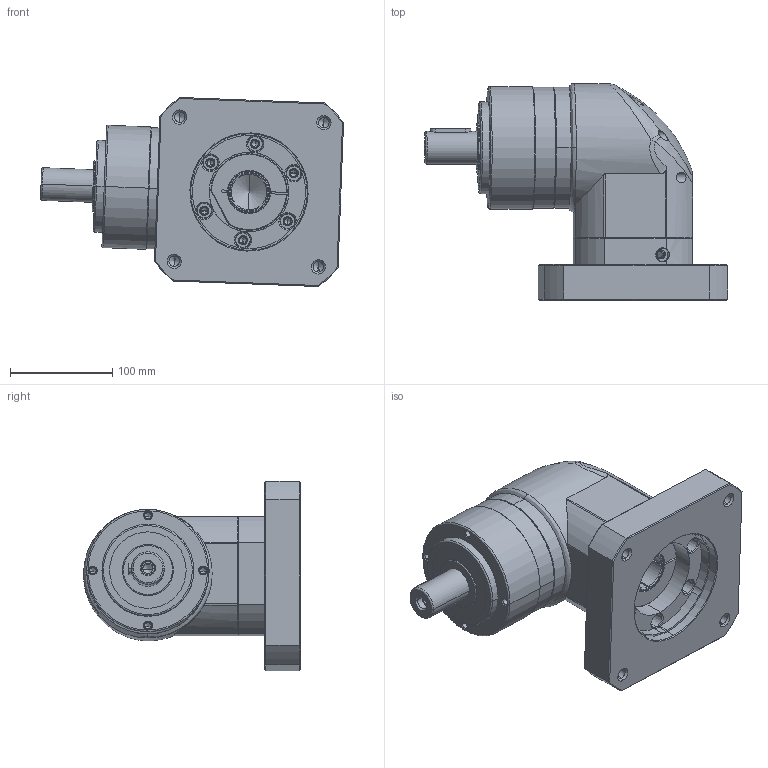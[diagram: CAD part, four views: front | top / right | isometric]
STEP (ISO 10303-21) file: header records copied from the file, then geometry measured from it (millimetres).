
FILE_DESCRIPTION (( 'STEP AP214' ), '1' );
FILE_NAME ('PEL120-L1-35-114.3-200M12.STEP', '2024-01-06T06:41:41', ( 'admin' ), ( '' ), 'SwSTEP 2.0', 'SolidWorks 2013', '' );
FILE_SCHEMA (( 'AUTOMOTIVE_DESIGN' ));
Length unit declared in the file: millimetre
Products named in the file (5): SBL115-114.3-200M12-Z84.5; PE120; SBL115_X2_8F9351658F7495017D2773AF_X0_-35; SDL115-35; PEL120-L1-35-114.3-200M12
Assembly tree (4 placements, depth 2):
  PEL120-L1-35-114.3-200M12
    SDL115-35
    SBL115_X2_8F9351658F7495017D2773AF_X0_-35
    PE120
    SBL115-114.3-200M12-Z84.5
Bounding box: 297.08 x 212.5 x 185.36 mm (x, y, z)
Volume: 3642219.5 mm3; surface area: 321000.3 mm2
Topology: 8 solids, 8 shells, 520 faces, 1275 edges, 758 vertices
Faces by surface type: cylinder 207, cone 165, plane 114, bspline 32, torus 2
Entity records: 28474 total; most frequent: CARTESIAN_POINT 10879, ORIENTED_EDGE 2434, DIRECTION 2373, EDGE_CURVE 1217, AXIS2_PLACEMENT_3D 941, VERTEX_POINT 758, EDGE_LOOP 601, UNCERTAINTY_MEASURE_WITH_UNIT 537
